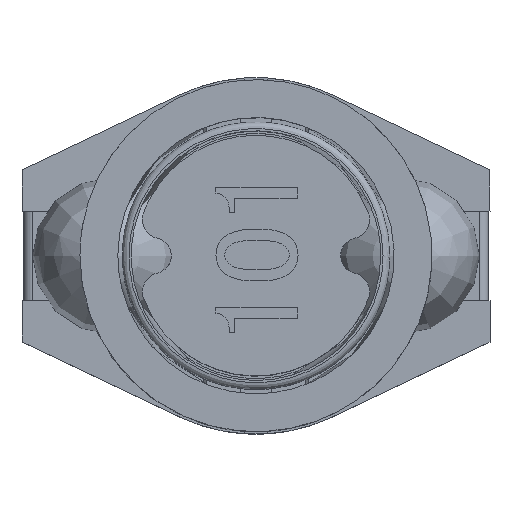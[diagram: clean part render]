
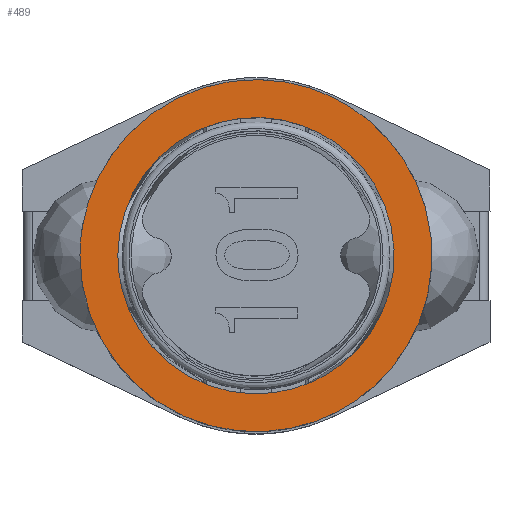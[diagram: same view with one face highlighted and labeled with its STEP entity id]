
A CAD part, top view. The second image highlights one B-rep face of the part: STEP entity #489.
In plain terms, the highlighted free-form (B-spline) face has degree [1, 1] with [2, 2] control points.
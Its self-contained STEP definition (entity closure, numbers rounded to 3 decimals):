
#247=CARTESIAN_POINT('',(-3.1,0.,3.5));
#248=VERTEX_POINT('',#247);
#249=CARTESIAN_POINT('',(-3.1,0.,3.5));
#250=CARTESIAN_POINT('',(-3.1,5.369,3.5));
#251=CARTESIAN_POINT('',(1.55,2.685,3.5));
#252=CARTESIAN_POINT('',(6.2,0.,3.5));
#253=CARTESIAN_POINT('',(1.55,-2.685,3.5));
#254=CARTESIAN_POINT('',(-3.1,-5.369,3.5));
#255=CARTESIAN_POINT('',(-3.1,0.,3.5));
#256=(BOUNDED_CURVE()B_SPLINE_CURVE(2,(#249,#250,#251,#252,#253,#254,#255),.CIRCULAR_ARC.,.T.,.U.)B_SPLINE_CURVE_WITH_KNOTS((3,2,2,3),(0.,0.333,0.667,1.),.UNSPECIFIED.)CURVE()GEOMETRIC_REPRESENTATION_ITEM()RATIONAL_B_SPLINE_CURVE((1.,0.5,1.,0.5,1.,0.5,1.))REPRESENTATION_ITEM(''));
#257=EDGE_CURVE('',#248,#248,#256,.T.);
#370=CARTESIAN_POINT('',(-3.95,0.,3.5));
#371=VERTEX_POINT('',#370);
#372=CARTESIAN_POINT('',(-3.95,0.,3.5));
#373=CARTESIAN_POINT('',(-3.95,-6.842,3.5));
#374=CARTESIAN_POINT('',(1.975,-3.421,3.5));
#375=CARTESIAN_POINT('',(7.9,0.,3.5));
#376=CARTESIAN_POINT('',(1.975,3.421,3.5));
#377=CARTESIAN_POINT('',(-3.95,6.842,3.5));
#378=CARTESIAN_POINT('',(-3.95,0.,3.5));
#379=(BOUNDED_CURVE()B_SPLINE_CURVE(2,(#372,#373,#374,#375,#376,#377,#378),.CIRCULAR_ARC.,.T.,.U.)B_SPLINE_CURVE_WITH_KNOTS((3,2,2,3),(0.,0.333,0.667,1.),.UNSPECIFIED.)CURVE()GEOMETRIC_REPRESENTATION_ITEM()RATIONAL_B_SPLINE_CURVE((1.,0.5,1.,0.5,1.,0.5,1.))REPRESENTATION_ITEM(''));
#380=EDGE_CURVE('',#371,#371,#379,.T.);
#478=CARTESIAN_POINT('',(8.584,7.526,3.5));
#479=CARTESIAN_POINT('',(8.584,-7.526,3.5));
#480=CARTESIAN_POINT('',(-6.467,7.526,3.5));
#481=CARTESIAN_POINT('',(-6.467,-7.526,3.5));
#482=B_SPLINE_SURFACE_WITH_KNOTS('',1,1,((#478,#479),(#480,#481)),.PLANE_SURF.,.F.,.F.,.U.,(2,2),(2,2),(0.,1.),(0.,1.),.UNSPECIFIED.);
#483=ORIENTED_EDGE('',*,*,#380,.T.);
#484=EDGE_LOOP('',(#483));
#485=FACE_OUTER_BOUND('',#484,.T.);
#486=ORIENTED_EDGE('',*,*,#257,.T.);
#487=EDGE_LOOP('',(#486));
#488=FACE_BOUND('',#487,.T.);
#489=ADVANCED_FACE('',(#485,#488),#482,.T.);
